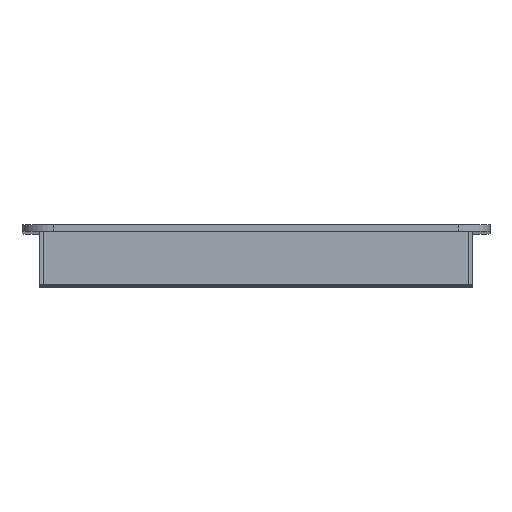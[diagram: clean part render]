
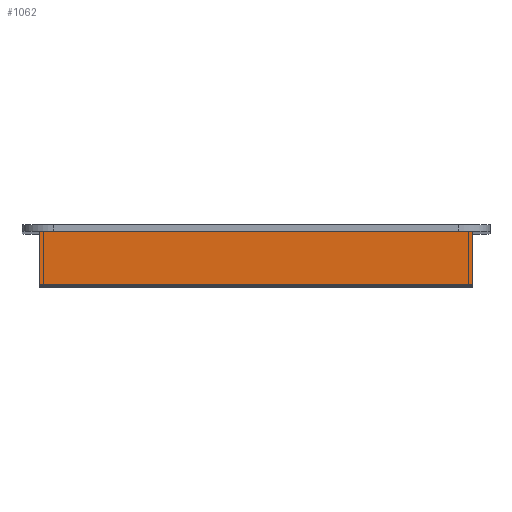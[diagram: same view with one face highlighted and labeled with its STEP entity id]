
A CAD part, top view. The second image highlights one B-rep face of the part: STEP entity #1062.
In plain terms, the highlighted planar face has unit normal (0, 0, 1).
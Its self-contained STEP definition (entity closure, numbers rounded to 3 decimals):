
#90=FACE_OUTER_BOUND('',#151,.T.);
#151=EDGE_LOOP('',(#770,#771,#772,#773));
#229=LINE('',#1597,#349);
#241=LINE('',#1632,#361);
#242=LINE('',#1635,#362);
#243=LINE('',#1636,#363);
#349=VECTOR('',#1275,10.);
#361=VECTOR('',#1303,10.);
#362=VECTOR('',#1306,10.);
#363=VECTOR('',#1307,10.);
#472=VERTEX_POINT('',#1594);
#473=VERTEX_POINT('',#1596);
#488=VERTEX_POINT('',#1630);
#489=VERTEX_POINT('',#1634);
#580=EDGE_CURVE('',#472,#473,#229,.T.);
#598=EDGE_CURVE('',#472,#488,#241,.T.);
#599=EDGE_CURVE('',#489,#488,#242,.T.);
#600=EDGE_CURVE('',#473,#489,#243,.T.);
#770=ORIENTED_EDGE('',*,*,#580,.F.);
#771=ORIENTED_EDGE('',*,*,#598,.T.);
#772=ORIENTED_EDGE('',*,*,#599,.F.);
#773=ORIENTED_EDGE('',*,*,#600,.F.);
#1024=PLANE('',#1145);
#1062=ADVANCED_FACE('',(#90),#1024,.T.);
#1145=AXIS2_PLACEMENT_3D('',#1633,#1304,#1305);
#1275=DIRECTION('',(1.,0.,0.));
#1303=DIRECTION('',(0.,-1.,0.));
#1304=DIRECTION('center_axis',(0.,0.,
1.));
#1305=DIRECTION('ref_axis',(-1.,0.,0.));
#1306=DIRECTION('',(-1.,0.,0.));
#1307=DIRECTION('',(0.,-1.,0.));
#1594=CARTESIAN_POINT('',(-17.9,20.,0.4));
#1596=CARTESIAN_POINT('',(22.9,20.,0.4));
#1597=CARTESIAN_POINT('',(12.7,20.,0.4));
#1630=CARTESIAN_POINT('',(-17.9,15.,0.4));
#1632=CARTESIAN_POINT('',(-17.9,20.,0.4));
#1633=CARTESIAN_POINT('Origin',(22.9,20.,0.4));
#1634=CARTESIAN_POINT('',(22.9,15.,0.4));
#1635=CARTESIAN_POINT('',(22.9,15.,0.4));
#1636=CARTESIAN_POINT('',(22.9,20.,0.4));
